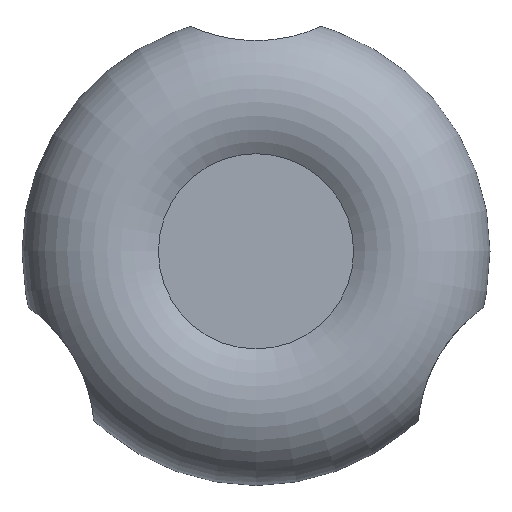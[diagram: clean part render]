
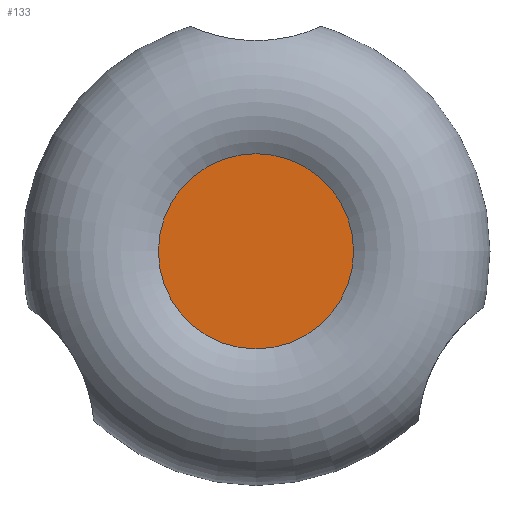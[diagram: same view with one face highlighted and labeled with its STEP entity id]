
A CAD part, top view. The second image highlights one B-rep face of the part: STEP entity #133.
In plain terms, the highlighted planar face has unit normal (0, 0, 1).
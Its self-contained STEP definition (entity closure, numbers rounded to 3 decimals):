
#133 = ADVANCED_FACE( '', ( #291 ), #292, .F. );
#291 = FACE_OUTER_BOUND( '', #469, .T. );
#292 = PLANE( '', #470 );
#469 = EDGE_LOOP( '', ( #785 ) );
#470 = AXIS2_PLACEMENT_3D( '', #786, #787, #788 );
#785 = ORIENTED_EDGE( '', *, *, #1059, .T. );
#786 = CARTESIAN_POINT( '', ( 0., 12.5, 36.374 ) );
#787 = DIRECTION( '', ( 0., 0., -1. ) );
#788 = DIRECTION( '', ( 0., 1., 0. ) );
#1059 = EDGE_CURVE( '', #1279, #1279, #1280, .T. );
#1279 = VERTEX_POINT( '', #1911 );
#1280 = CIRCLE( '', #1912, 12.5 );
#1911 = CARTESIAN_POINT( '', ( 0., -12.5, 36.374 ) );
#1912 = AXIS2_PLACEMENT_3D( '', #2382, #2383, #2384 );
#2382 = CARTESIAN_POINT( '', ( 0., 0., 36.374 ) );
#2383 = DIRECTION( '', ( 0., 0., 1. ) );
#2384 = DIRECTION( '', ( 0., -1., 0. ) );
